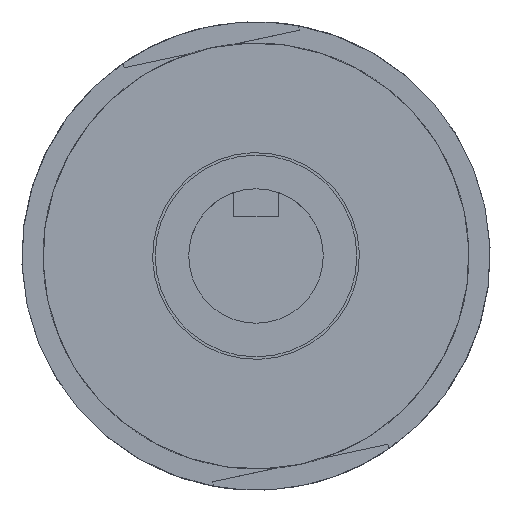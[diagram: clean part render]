
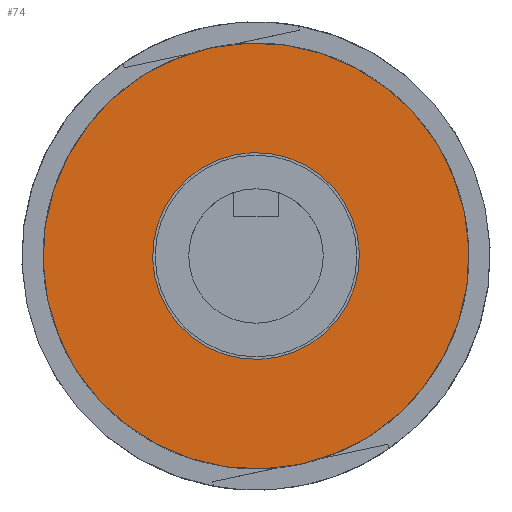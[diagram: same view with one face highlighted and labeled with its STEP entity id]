
A CAD part, front view. The second image highlights one B-rep face of the part: STEP entity #74.
In plain terms, the highlighted planar face has unit normal (0, -1, 0).
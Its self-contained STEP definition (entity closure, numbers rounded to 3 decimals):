
#74 = ADVANCED_FACE ( 'NONE', ( #1148, #93 ), #482, .F. ) ;
#93 = FACE_OUTER_BOUND ( 'NONE', #1657, .T. ) ;
#313 = CARTESIAN_POINT ( 'NONE',  ( -66.801, -57.369, -12.018 ) ) ;
#399 = ORIENTED_EDGE ( 'NONE', *, *, #1227, .T. ) ;
#432 = CARTESIAN_POINT ( 'NONE',  ( -66.801, -57.369, -12.018 ) ) ;
#482 = PLANE ( 'NONE',  #1072 ) ;
#578 = DIRECTION ( 'NONE',  ( -0.209, 0., 0.978 ) ) ;
#582 = CIRCLE ( 'NONE', #1169, 9.225 ) ;
#676 = CIRCLE ( 'NONE', #1789, 19. ) ;
#834 = ORIENTED_EDGE ( 'NONE', *, *, #2802, .T. ) ;
#858 = AXIS2_PLACEMENT_3D ( 'NONE', #1235, #2065, #1885 ) ;
#930 = CARTESIAN_POINT ( 'NONE',  ( -75.822, -57.369, -13.945 ) ) ;
#971 = EDGE_CURVE ( 'NONE', #2016, #2813, #1500, .T. ) ;
#978 = DIRECTION ( 'NONE',  ( 0., 1., 0. ) ) ;
#1060 = DIRECTION ( 'NONE',  ( -0.209, 0., 0.978 ) ) ;
#1072 = AXIS2_PLACEMENT_3D ( 'NONE', #930, #978, #2515 ) ;
#1148 = FACE_BOUND ( 'NONE', #2447, .T. ) ;
#1169 = AXIS2_PLACEMENT_3D ( 'NONE', #2215, #2678, #1060 ) ;
#1173 = CARTESIAN_POINT ( 'NONE',  ( -62.831, -57.369, -30.598 ) ) ;
#1227 = EDGE_CURVE ( 'NONE', #1573, #1321, #676, .T. ) ;
#1235 = CARTESIAN_POINT ( 'NONE',  ( -66.801, -57.369, -12.018 ) ) ;
#1306 = DIRECTION ( 'NONE',  ( 0., -1., 0. ) ) ;
#1321 = VERTEX_POINT ( 'NONE', #1173 ) ;
#1433 = DIRECTION ( 'NONE',  ( 0., -1., 0. ) ) ;
#1500 = CIRCLE ( 'NONE', #858, 9.225 ) ;
#1573 = VERTEX_POINT ( 'NONE', #2251 ) ;
#1657 = EDGE_LOOP ( 'NONE', ( #399, #834 ) ) ;
#1789 = AXIS2_PLACEMENT_3D ( 'NONE', #432, #1306, #2448 ) ;
#1799 = EDGE_CURVE ( 'NONE', #2813, #2016, #582, .T. ) ;
#1870 = ORIENTED_EDGE ( 'NONE', *, *, #971, .F. ) ;
#1885 = DIRECTION ( 'NONE',  ( -0.209, 0., 0.978 ) ) ;
#1952 = ORIENTED_EDGE ( 'NONE', *, *, #1799, .F. ) ;
#2016 = VERTEX_POINT ( 'NONE', #2691 ) ;
#2065 = DIRECTION ( 'NONE',  ( 0., -1., 0. ) ) ;
#2199 = AXIS2_PLACEMENT_3D ( 'NONE', #313, #1433, #578 ) ;
#2215 = CARTESIAN_POINT ( 'NONE',  ( -66.801, -57.369, -12.018 ) ) ;
#2251 = CARTESIAN_POINT ( 'NONE',  ( -70.771, -57.369, 6.563 ) ) ;
#2447 = EDGE_LOOP ( 'NONE', ( #1870, #1952 ) ) ;
#2448 = DIRECTION ( 'NONE',  ( -0.209, 0., 0.978 ) ) ;
#2481 = CIRCLE ( 'NONE', #2199, 19. ) ;
#2515 = DIRECTION ( 'NONE',  ( 0.209, 0., -0.978 ) ) ;
#2678 = DIRECTION ( 'NONE',  ( 0., -1., 0. ) ) ;
#2691 = CARTESIAN_POINT ( 'NONE',  ( -68.728, -57.369, -2.996 ) ) ;
#2781 = CARTESIAN_POINT ( 'NONE',  ( -64.874, -57.369, -21.039 ) ) ;
#2802 = EDGE_CURVE ( 'NONE', #1321, #1573, #2481, .T. ) ;
#2813 = VERTEX_POINT ( 'NONE', #2781 ) ;
